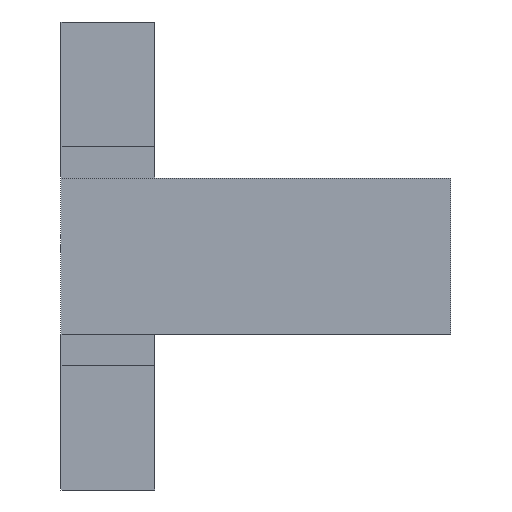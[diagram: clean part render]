
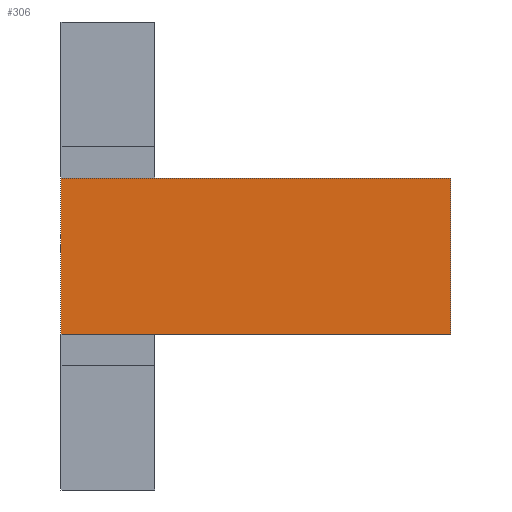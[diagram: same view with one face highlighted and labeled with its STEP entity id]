
A CAD part, front view. The second image highlights one B-rep face of the part: STEP entity #306.
In plain terms, the highlighted planar face has unit normal (0, -1, 0).
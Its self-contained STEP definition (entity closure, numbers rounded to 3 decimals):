
#20=FACE_OUTER_BOUND('',#36,.T.);
#36=EDGE_LOOP('',(#221,#222,#223,#224));
#64=LINE('',#469,#106);
#65=LINE('',#471,#107);
#66=LINE('',#473,#108);
#67=LINE('',#474,#109);
#106=VECTOR('',#384,10.);
#107=VECTOR('',#385,10.);
#108=VECTOR('',#386,10.);
#109=VECTOR('',#387,10.);
#145=VERTEX_POINT('',#467);
#146=VERTEX_POINT('',#468);
#147=VERTEX_POINT('',#470);
#148=VERTEX_POINT('',#472);
#176=EDGE_CURVE('',#145,#146,#64,.T.);
#177=EDGE_CURVE('',#147,#145,#65,.T.);
#178=EDGE_CURVE('',#147,#148,#66,.T.);
#179=EDGE_CURVE('',#146,#148,#67,.T.);
#221=ORIENTED_EDGE('',*,*,#176,.F.);
#222=ORIENTED_EDGE('',*,*,#177,.F.);
#223=ORIENTED_EDGE('',*,*,#178,.T.);
#224=ORIENTED_EDGE('',*,*,#179,.F.);
#290=PLANE('',#342);
#306=ADVANCED_FACE('',(#20),#290,.F.);
#342=AXIS2_PLACEMENT_3D('',#466,#382,#383);
#382=DIRECTION('center_axis',(0.,1.,0.));
#383=DIRECTION('ref_axis',(0.,0.,1.));
#384=DIRECTION('',(-1.,0.,0.));
#385=DIRECTION('',(0.,0.,-1.));
#386=DIRECTION('',(-1.,0.,0.));
#387=DIRECTION('',(0.,0.,1.));
#466=CARTESIAN_POINT('Origin',(0.,0.,0.));
#467=CARTESIAN_POINT('',(12.5,0.,-5.));
#468=CARTESIAN_POINT('',(-12.5,0.,-5.));
#469=CARTESIAN_POINT('',(12.5,0.,-5.));
#470=CARTESIAN_POINT('',(12.5,0.,5.));
#471=CARTESIAN_POINT('',(12.5,0.,5.));
#472=CARTESIAN_POINT('',(-12.5,0.,5.));
#473=CARTESIAN_POINT('',(-3.25,0.,5.));
#474=CARTESIAN_POINT('',(-12.5,0.,-15.));
